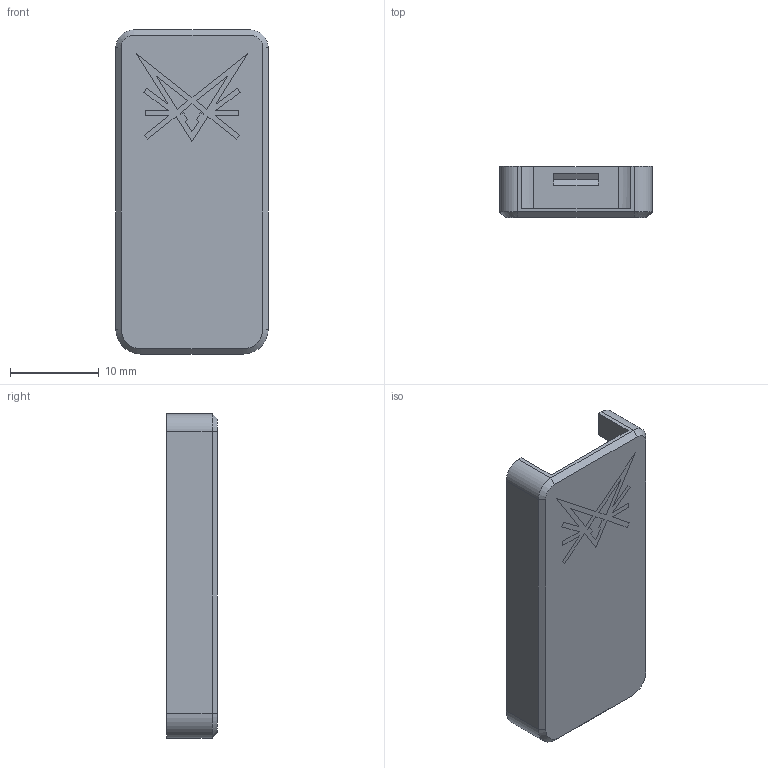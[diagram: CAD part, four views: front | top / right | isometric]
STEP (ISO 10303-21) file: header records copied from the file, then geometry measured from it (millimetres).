
FILE_DESCRIPTION (( 'STEP AP214' ), '1' );
FILE_NAME ('nRF52840 EByte Button Case Bottom.STEP', '2024-12-16T03:21:40', ( '' ), ( '' ), 'MPSTEP 2.0', 'Macroplastics Offline CAD Suite', '' );
FILE_SCHEMA (( 'UwU' ));
Length unit declared in the file: millimetre
Products named in the file (1): nRF52840 EByte Button Case Bottom
Bounding box: 17.2 x 5.75 x 36.6 mm (x, y, z)
Volume: 1102.1 mm3; surface area: 2261.5 mm2
Topology: 2 solids, 2 shells, 140 faces, 379 edges, 250 vertices
Faces by surface type: plane 130, cylinder 6, cone 4
Entity records: 4361 total; most frequent: CARTESIAN_POINT 770, ORIENTED_EDGE 758, DIRECTION 679, EDGE_CURVE 379, LINE 361, VECTOR 361, VERTEX_POINT 250, AXIS2_PLACEMENT_3D 159
